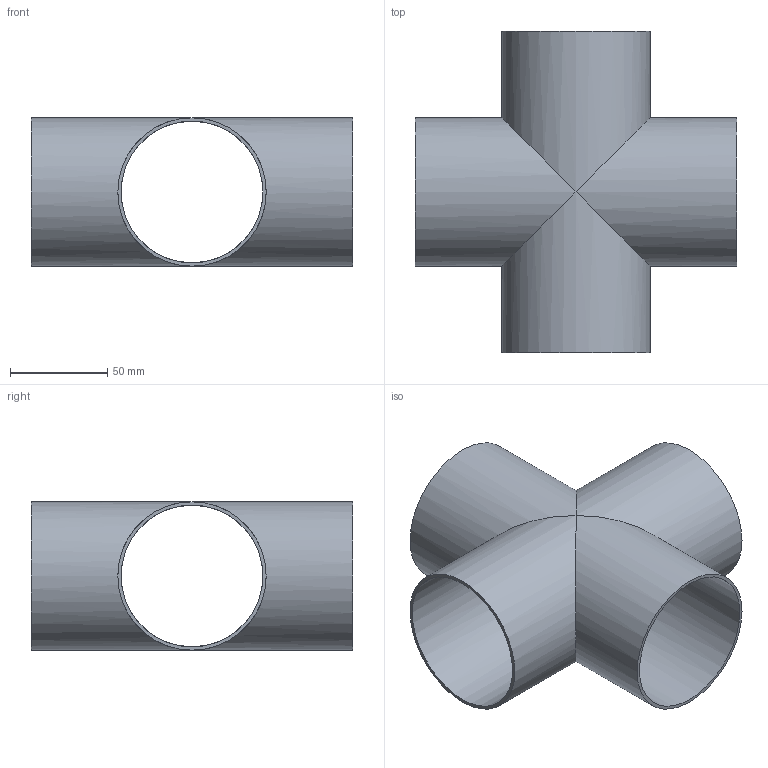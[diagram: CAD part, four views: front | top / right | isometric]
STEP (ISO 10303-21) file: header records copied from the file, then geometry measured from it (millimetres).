
FILE_DESCRIPTION(/* description */ (''),/* implementation_level */ '2;1');
FILE_NAME(/* name */ '9W-30.stp',/* time_stamp */ '2022-04-18T14:40:51-04:00',/* author */ ('stevend'),/* organization */ (''),/* preprocessor_version */ 'ST-DEVELOPER v18',/* originating_system */ 'Autodesk Inventor 2020',/* authorisation */ '');
FILE_SCHEMA (('AUTOMOTIVE_DESIGN { 1 0 10303 214 3 1 1 }'));
Length unit declared in the file: inch
Products named in the file (1): 9W-30
Bounding box: 165.1 x 165.1 x 76.2 mm (x, y, z)
Volume: 90969.8 mm3; surface area: 111731.8 mm2
Topology: 1 solids, 1 shells, 12 faces, 29 edges, 17 vertices
Faces by surface type: cylinder 8, plane 4
Full cylindrical faces by diameter (mm): 72.898 x4, 76.2 x4
Entity records: 413 total; most frequent: DIRECTION 76, CARTESIAN_POINT 59, ORIENTED_EDGE 58, AXIS2_PLACEMENT_3D 34, EDGE_CURVE 29, VERTEX_POINT 17, EDGE_LOOP 16, ELLIPSE 13
